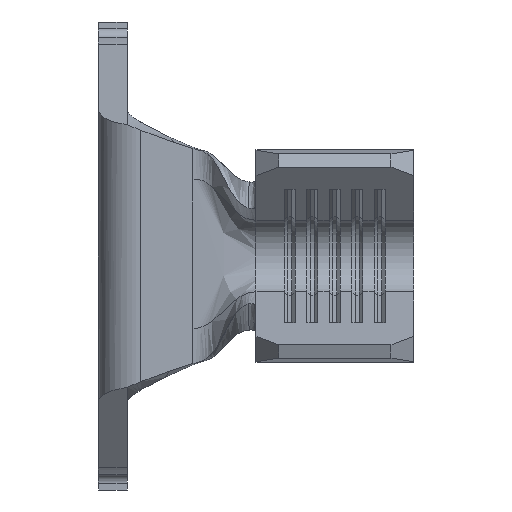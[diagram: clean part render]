
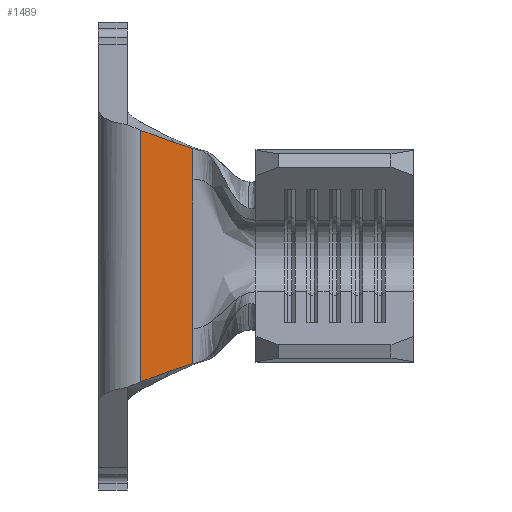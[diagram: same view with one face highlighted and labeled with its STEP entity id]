
A CAD part, left-side view. The second image highlights one B-rep face of the part: STEP entity #1489.
In plain terms, the highlighted planar face has unit normal (-1, 0, 0).
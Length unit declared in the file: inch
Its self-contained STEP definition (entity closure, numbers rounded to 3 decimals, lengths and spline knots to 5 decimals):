
#88 = DIRECTION ( 'NONE',  ( 0., -0.939, 0.344 ) ) ;
#280 = B_SPLINE_CURVE_WITH_KNOTS ( 'NONE', 3,
 ( #5162, #1289, #740, #4649 ),
 .UNSPECIFIED., .F., .F.,
 ( 4, 4 ),
 ( 0., 0.0007 ),
 .UNSPECIFIED. ) ;
#401 = VERTEX_POINT ( 'NONE', #4468 ) ;
#424 = CARTESIAN_POINT ( 'NONE',  ( -0.332, 0.032, -0.14521 ) ) ;
#481 = ORIENTED_EDGE ( 'NONE', *, *, #1293, .F. ) ;
#593 = ORIENTED_EDGE ( 'NONE', *, *, #5668, .T. ) ;
#643 = DIRECTION ( 'NONE',  ( 1., 0., 0. ) ) ;
#740 = CARTESIAN_POINT ( 'NONE',  ( -0.332, -0.06418, -0.12203 ) ) ;
#778 = VERTEX_POINT ( 'NONE', #1710 ) ;
#802 = EDGE_CURVE ( 'NONE', #2440, #5356, #4354, .T. ) ;
#816 = CARTESIAN_POINT ( 'NONE',  ( -0.332, -0.073, -0.1185 ) ) ;
#925 = CARTESIAN_POINT ( 'NONE',  ( -0.332, -0.073, -0.08042 ) ) ;
#960 = EDGE_CURVE ( 'NONE', #401, #1579, #3300, .T. ) ;
#1024 = CARTESIAN_POINT ( 'NONE',  ( -0.332, -0.05934, 0.1235 ) ) ;
#1075 = LINE ( 'NONE', #5646, #6821 ) ;
#1098 = DIRECTION ( 'NONE',  ( 0., 0., 1. ) ) ;
#1289 = CARTESIAN_POINT ( 'NONE',  ( -0.332, -0.05549, -0.1249 ) ) ;
#1293 = EDGE_CURVE ( 'NONE', #3626, #7170, #3050, .T. ) ;
#1379 = ORIENTED_EDGE ( 'NONE', *, *, #2538, .T. ) ;
#1489 = ADVANCED_FACE ( 'NONE', ( #1993 ), #6402, .F. ) ;
#1519 = AXIS2_PLACEMENT_3D ( 'NONE', #424, #643, #2113 ) ;
#1579 = VERTEX_POINT ( 'NONE', #925 ) ;
#1652 = DIRECTION ( 'NONE',  ( 0., 0., -1. ) ) ;
#1710 = CARTESIAN_POINT ( 'NONE',  ( -0.332, -0.04689, -0.12805 ) ) ;
#1745 = CARTESIAN_POINT ( 'NONE',  ( -0.332, -0.073, 0.1185 ) ) ;
#1903 = CARTESIAN_POINT ( 'NONE',  ( -0.332, -0.015, -0.14521 ) ) ;
#1993 = FACE_OUTER_BOUND ( 'NONE', #6411, .T. ) ;
#2113 = DIRECTION ( 'NONE',  ( 0., 0., -1. ) ) ;
#2295 = LINE ( 'NONE', #6807, #3770 ) ;
#2440 = VERTEX_POINT ( 'NONE', #6439 ) ;
#2538 = EDGE_CURVE ( 'NONE', #2440, #7170, #4321, .T. ) ;
#2637 = EDGE_CURVE ( 'NONE', #3626, #4097, #4836, .T. ) ;
#2781 = ORIENTED_EDGE ( 'NONE', *, *, #4007, .T. ) ;
#2873 = ORIENTED_EDGE ( 'NONE', *, *, #802, .F. ) ;
#2881 = VECTOR ( 'NONE', #1652, 39.37008 ) ;
#2946 = DIRECTION ( 'NONE',  ( 0., 0., -1. ) ) ;
#3015 = CARTESIAN_POINT ( 'NONE',  ( -0.332, -0.05264, 0.12595 ) ) ;
#3050 = LINE ( 'NONE', #5446, #5778 ) ;
#3071 = ORIENTED_EDGE ( 'NONE', *, *, #6264, .F. ) ;
#3300 = LINE ( 'NONE', #816, #6030 ) ;
#3626 = VERTEX_POINT ( 'NONE', #5223 ) ;
#3686 = CARTESIAN_POINT ( 'NONE',  ( -0.332, -0.015, -0.13972 ) ) ;
#3770 = VECTOR ( 'NONE', #2946, 39.37008 ) ;
#3811 = CARTESIAN_POINT ( 'NONE',  ( -0.332, -0.073, 0.11944 ) ) ;
#4007 = EDGE_CURVE ( 'NONE', #4097, #778, #1075, .T. ) ;
#4097 = VERTEX_POINT ( 'NONE', #3686 ) ;
#4321 = B_SPLINE_CURVE_WITH_KNOTS ( 'NONE', 3,
 ( #3811, #4350, #1024, #4907 ),
 .UNSPECIFIED., .F., .F.,
 ( 4, 4 ),
 ( 0., 0.00054 ),
 .UNSPECIFIED. ) ;
#4350 = CARTESIAN_POINT ( 'NONE',  ( -0.332, -0.06612, 0.12132 ) ) ;
#4354 = LINE ( 'NONE', #1745, #2881 ) ;
#4468 = CARTESIAN_POINT ( 'NONE',  ( -0.332, -0.073, -0.11953 ) ) ;
#4649 = CARTESIAN_POINT ( 'NONE',  ( -0.332, -0.073, -0.11953 ) ) ;
#4672 = DIRECTION ( 'NONE',  ( 0., 0., -1. ) ) ;
#4836 = LINE ( 'NONE', #1903, #6025 ) ;
#4907 = CARTESIAN_POINT ( 'NONE',  ( -0.332, -0.05264, 0.12595 ) ) ;
#4954 = ORIENTED_EDGE ( 'NONE', *, *, #960, .T. ) ;
#5044 = CARTESIAN_POINT ( 'NONE',  ( -0.332, -0.073, 0.08563 ) ) ;
#5103 = DIRECTION ( 'NONE',  ( 0., -0.939, -0.344 ) ) ;
#5162 = CARTESIAN_POINT ( 'NONE',  ( -0.332, -0.04689, -0.12805 ) ) ;
#5223 = CARTESIAN_POINT ( 'NONE',  ( -0.332, -0.015, 0.13972 ) ) ;
#5356 = VERTEX_POINT ( 'NONE', #5044 ) ;
#5446 = CARTESIAN_POINT ( 'NONE',  ( -0.332, -0.0365, 0.13185 ) ) ;
#5646 = CARTESIAN_POINT ( 'NONE',  ( -0.332, 0., -0.14521 ) ) ;
#5668 = EDGE_CURVE ( 'NONE', #778, #401, #280, .T. ) ;
#5778 = VECTOR ( 'NONE', #5103, 39.37008 ) ;
#6025 = VECTOR ( 'NONE', #4672, 39.37008 ) ;
#6030 = VECTOR ( 'NONE', #1098, 39.37008 ) ;
#6143 = ORIENTED_EDGE ( 'NONE', *, *, #2637, .T. ) ;
#6264 = EDGE_CURVE ( 'NONE', #5356, #1579, #2295, .T. ) ;
#6402 = PLANE ( 'NONE',  #1519 ) ;
#6411 = EDGE_LOOP ( 'NONE', ( #481, #6143, #2781, #593, #4954, #3071, #2873, #1379 ) ) ;
#6439 = CARTESIAN_POINT ( 'NONE',  ( -0.332, -0.073, 0.11944 ) ) ;
#6807 = CARTESIAN_POINT ( 'NONE',  ( -0.332, -0.073, 0.08563 ) ) ;
#6821 = VECTOR ( 'NONE', #88, 39.37008 ) ;
#7170 = VERTEX_POINT ( 'NONE', #3015 ) ;
